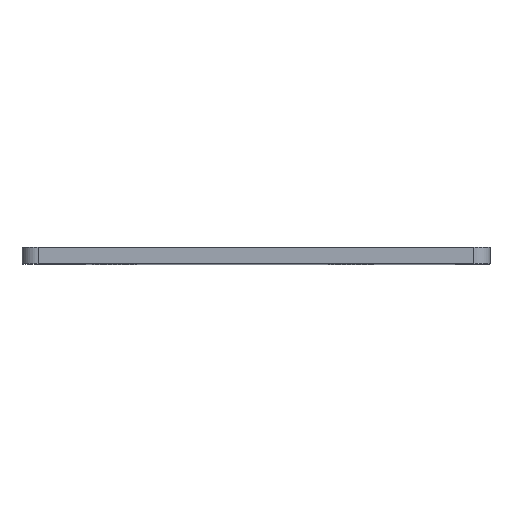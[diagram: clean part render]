
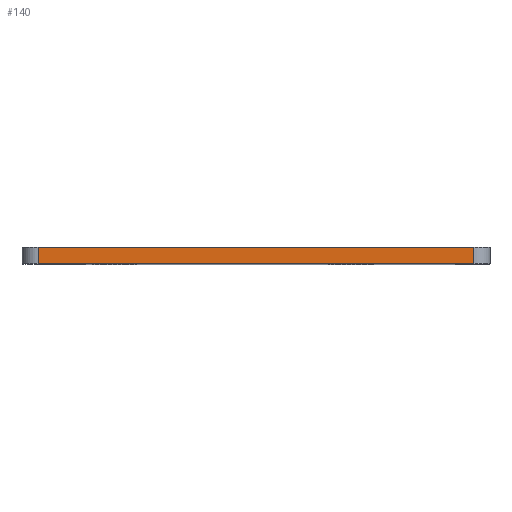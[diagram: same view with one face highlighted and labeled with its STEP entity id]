
A CAD part, top view. The second image highlights one B-rep face of the part: STEP entity #140.
In plain terms, the highlighted planar face has unit normal (0, 0, 1).
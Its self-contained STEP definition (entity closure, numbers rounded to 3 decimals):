
#20 = VERTEX_POINT ( 'NONE', #84 ) ;
#22 = EDGE_CURVE ( 'NONE', #487, #523, #45, .T. ) ;
#45 = LINE ( 'NONE', #139, #535 ) ;
#50 = DIRECTION ( 'NONE',  ( 1., 0., 0. ) ) ;
#84 = CARTESIAN_POINT ( 'NONE',  ( 164.258, 0., 20.5 ) ) ;
#132 = ORIENTED_EDGE ( 'NONE', *, *, #22, .T. ) ;
#139 = CARTESIAN_POINT ( 'NONE',  ( 244.258, 0., 20.5 ) ) ;
#140 = ADVANCED_FACE ( 'NONE', ( #697 ), #163, .T. ) ;
#141 = VECTOR ( 'NONE', #262, 1000. ) ;
#163 = PLANE ( 'NONE',  #293 ) ;
#199 = ORIENTED_EDGE ( 'NONE', *, *, #658, .T. ) ;
#204 = ORIENTED_EDGE ( 'NONE', *, *, #611, .F. ) ;
#206 = CARTESIAN_POINT ( 'NONE',  ( 164.258, 3., 20.5 ) ) ;
#216 = DIRECTION ( 'NONE',  ( 0., 0., 1. ) ) ;
#227 = DIRECTION ( 'NONE',  ( 1., 0., 0. ) ) ;
#233 = LINE ( 'NONE', #332, #345 ) ;
#255 = VERTEX_POINT ( 'NONE', #206 ) ;
#262 = DIRECTION ( 'NONE',  ( 1., 0., 0. ) ) ;
#270 = CARTESIAN_POINT ( 'NONE',  ( 161.258, 0., 20.5 ) ) ;
#286 = CARTESIAN_POINT ( 'NONE',  ( 244.258, 0., 20.5 ) ) ;
#293 = AXIS2_PLACEMENT_3D ( 'NONE', #270, #216, #227 ) ;
#300 = ORIENTED_EDGE ( 'NONE', *, *, #615, .T. ) ;
#310 = CARTESIAN_POINT ( 'NONE',  ( 161.258, 3., 20.5 ) ) ;
#332 = CARTESIAN_POINT ( 'NONE',  ( 161.258, 0., 20.5 ) ) ;
#345 = VECTOR ( 'NONE', #50, 1000. ) ;
#373 = LINE ( 'NONE', #310, #141 ) ;
#379 = DIRECTION ( 'NONE',  ( 0., -1., 0. ) ) ;
#467 = DIRECTION ( 'NONE',  ( 0., 1., 0. ) ) ;
#469 = CARTESIAN_POINT ( 'NONE',  ( 164.258, 0., 20.5 ) ) ;
#487 = VERTEX_POINT ( 'NONE', #286 ) ;
#523 = VERTEX_POINT ( 'NONE', #641 ) ;
#534 = EDGE_LOOP ( 'NONE', ( #204, #300, #199, #132 ) ) ;
#535 = VECTOR ( 'NONE', #467, 1000. ) ;
#538 = VECTOR ( 'NONE', #379, 1000. ) ;
#611 = EDGE_CURVE ( 'NONE', #255, #523, #373, .T. ) ;
#615 = EDGE_CURVE ( 'NONE', #255, #20, #634, .T. ) ;
#634 = LINE ( 'NONE', #469, #538 ) ;
#641 = CARTESIAN_POINT ( 'NONE',  ( 244.258, 3., 20.5 ) ) ;
#658 = EDGE_CURVE ( 'NONE', #20, #487, #233, .T. ) ;
#697 = FACE_OUTER_BOUND ( 'NONE', #534, .T. ) ;
